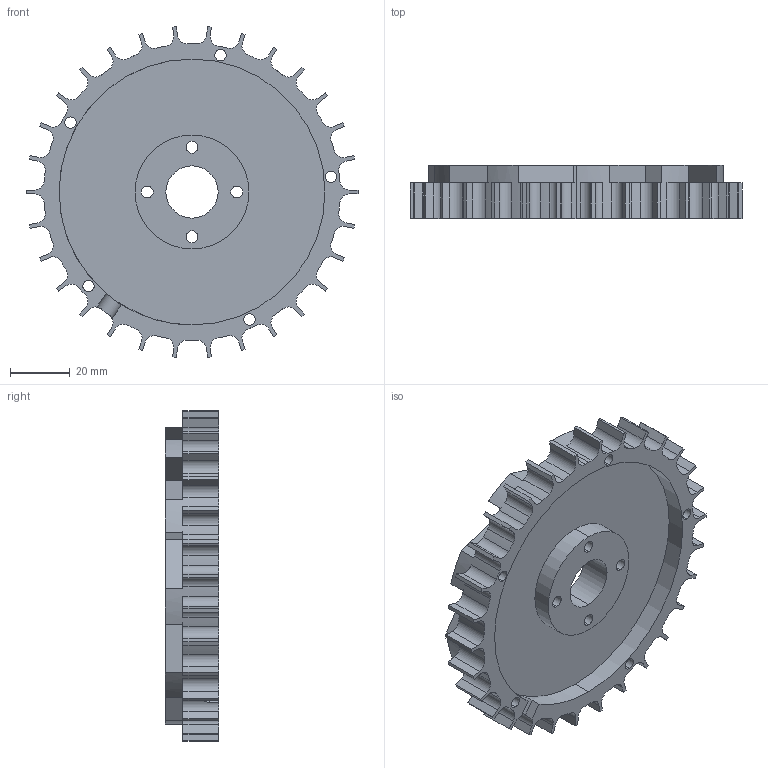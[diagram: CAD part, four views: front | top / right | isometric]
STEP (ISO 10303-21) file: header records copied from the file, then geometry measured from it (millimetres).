
FILE_DESCRIPTION (( 'STEP AP214' ), '1' );
FILE_NAME ('diffuserCAM.STEP', '2024-05-05T01:17:42', ( '' ), ( '' ), 'SwSTEP 2.0', 'SolidWorks 2023', '' );
FILE_SCHEMA (( 'AUTOMOTIVE_DESIGN' ));
Length unit declared in the file: inch
Products named in the file (1): diffuserCAM
Bounding box: 111 x 17.78 x 110.52 mm (x, y, z)
Volume: 60531.6 mm3; surface area: 31341.8 mm2
Topology: 1 solids, 1 shells, 272 faces, 791 edges, 527 vertices
Faces by surface type: plane 141, cylinder 131
Entity records: 9212 total; most frequent: CARTESIAN_POINT 1660, DIRECTION 1631, ORIENTED_EDGE 1582, EDGE_CURVE 791, AXIS2_PLACEMENT_3D 572, VERTEX_POINT 527, LINE 487, VECTOR 487
